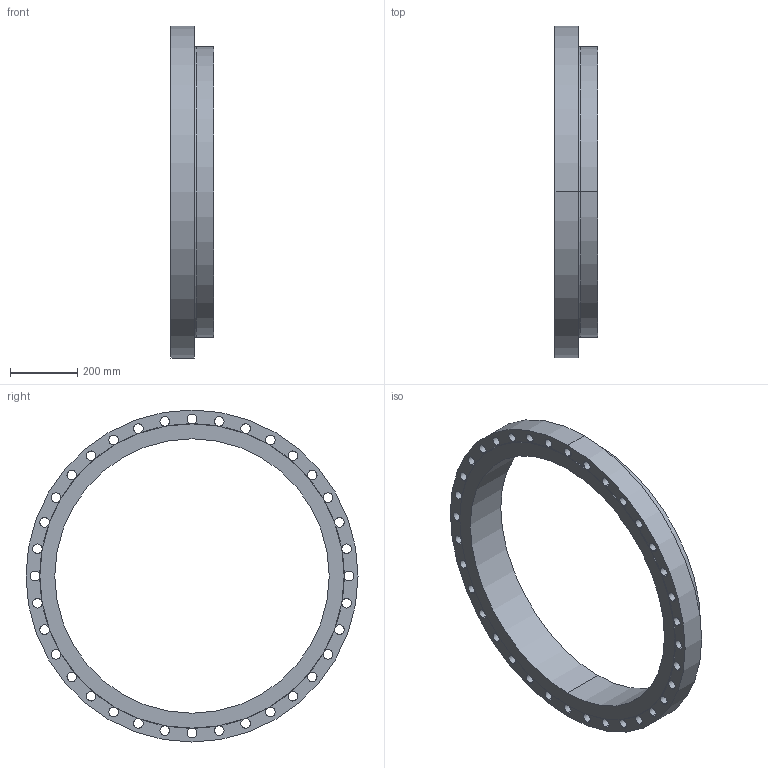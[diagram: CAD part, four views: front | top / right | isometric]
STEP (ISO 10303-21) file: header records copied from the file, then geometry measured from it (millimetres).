
FILE_DESCRIPTION (( 'STEP AP203' ), '1' );
FILE_NAME ('32_CL350_B161_RF_SOF.STEP', '2024-01-12T04:14:40', ( '' ), ( '' ), 'SwSTEP 2.0', 'SolidWorks 2023', '' );
FILE_SCHEMA (( 'CONFIG_CONTROL_DESIGN' ));
Length unit declared in the file: inch
Products named in the file (1): 32_CL350_B161_RF_SOF
Bounding box: 128.59 x 990.6 x 990.6 mm (x, y, z)
Volume: 19228494.8 mm3; surface area: 1367990.5 mm2
Topology: 1 solids, 1 shells, 86 faces, 312 edges, 194 vertices
Faces by surface type: cylinder 80, plane 4, torus 2
Entity records: 3659 total; most frequent: DIRECTION 718, ORIENTED_EDGE 624, CARTESIAN_POINT 593, AXIS2_PLACEMENT_3D 319, EDGE_CURVE 312, CIRCLE 232, VERTEX_POINT 194, EDGE_LOOP 126
